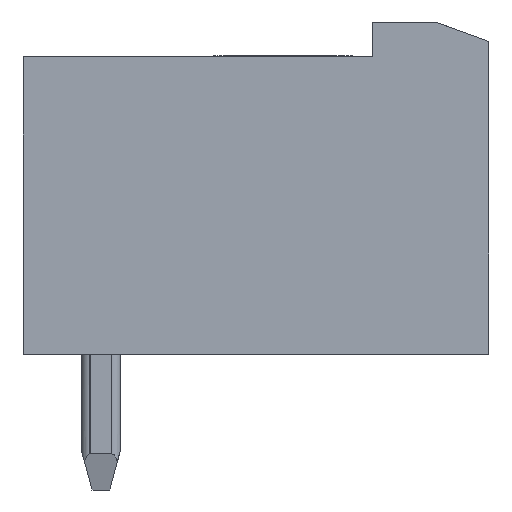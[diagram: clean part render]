
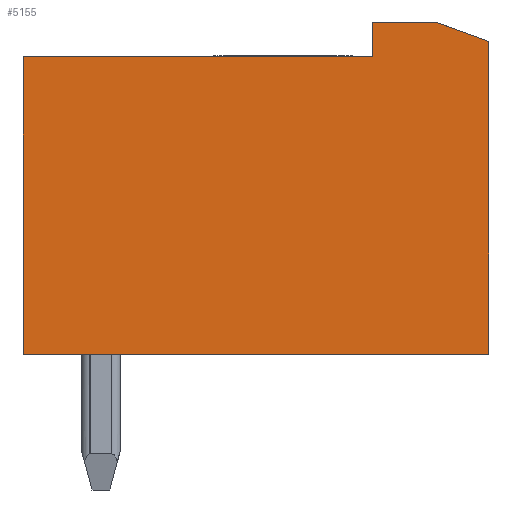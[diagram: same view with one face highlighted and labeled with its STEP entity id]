
A CAD part, left-side view. The second image highlights one B-rep face of the part: STEP entity #5155.
In plain terms, the highlighted planar face has unit normal (-1, 0, 0).
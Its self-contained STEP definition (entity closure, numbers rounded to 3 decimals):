
#5155=ADVANCED_FACE('',(#9609),#9610,.F.);
#9609=FACE_OUTER_BOUND('',#33920,.T.);
#9610=PLANE('',#33921);
#33920=EDGE_LOOP('',(#40880,#40881,#40882,#40883,#40884,#40885,#40886));
#33921=AXIS2_PLACEMENT_3D('',#40887,#40888,#40889);
#40880=ORIENTED_EDGE('',*,*,#45131,.T.);
#40881=ORIENTED_EDGE('',*,*,#45000,.T.);
#40882=ORIENTED_EDGE('',*,*,#44989,.T.);
#40883=ORIENTED_EDGE('',*,*,#44959,.T.);
#40884=ORIENTED_EDGE('',*,*,#45118,.F.);
#40885=ORIENTED_EDGE('',*,*,#45129,.F.);
#40886=ORIENTED_EDGE('',*,*,#44984,.F.);
#40887=CARTESIAN_POINT('',(0.,9.299,0.436));
#40888=DIRECTION('',(1.0,0.,0.));
#40889=DIRECTION('',(0.,0.,1.0));
#44959=EDGE_CURVE('',#47860,#47862,#47864,.T.);
#44984=EDGE_CURVE('',#47899,#47901,#47902,.F.);
#44989=EDGE_CURVE('',#47907,#47860,#47909,.T.);
#45000=EDGE_CURVE('',#47926,#47907,#47927,.T.);
#45118=EDGE_CURVE('',#48097,#47862,#48099,.F.);
#45129=EDGE_CURVE('',#47901,#48097,#48114,.F.);
#45131=EDGE_CURVE('',#47899,#47926,#48116,.F.);
#47860=VERTEX_POINT('',#52090);
#47862=VERTEX_POINT('',#52093);
#47864=LINE('',#52096,#52097);
#47899=VERTEX_POINT('',#52149);
#47901=VERTEX_POINT('',#52152);
#47902=LINE('',#52153,#52154);
#47907=VERTEX_POINT('',#52161);
#47909=LINE('',#52164,#52165);
#47926=VERTEX_POINT('',#52190);
#47927=LINE('',#52191,#52192);
#48097=VERTEX_POINT('',#52436);
#48099=LINE('',#52439,#52440);
#48114=LINE('',#52461,#52462);
#48116=LINE('',#52464,#52465);
#52090=CARTESIAN_POINT('',(0.,3.0,8.57));
#52093=CARTESIAN_POINT('',(0.,3.0,7.67));
#52096=CARTESIAN_POINT('',(0.,3.0,4.503));
#52097=VECTOR('',#55792,1.0);
#52149=CARTESIAN_POINT('',(0.,0.,0.));
#52152=CARTESIAN_POINT('',(0.,12.0,0.));
#52153=CARTESIAN_POINT('',(0.,8.4,0.));
#52154=VECTOR('',#55817,1.0);
#52161=CARTESIAN_POINT('',(0.,1.374,8.57));
#52164=CARTESIAN_POINT('',(0.,6.15,8.57));
#52165=VECTOR('',#55821,1.0);
#52190=CARTESIAN_POINT('',(0.,0.,8.07));
#52191=CARTESIAN_POINT('',(0.,2.879,9.118));
#52192=VECTOR('',#55830,1.0);
#52436=CARTESIAN_POINT('',(0.,12.0,7.67));
#52439=CARTESIAN_POINT('',(0.,8.9,7.67));
#52440=VECTOR('',#55949,1.0);
#52461=CARTESIAN_POINT('',(0.,12.0,4.053));
#52462=VECTOR('',#55956,1.0);
#52464=CARTESIAN_POINT('',(0.,0.0,0.441));
#52465=VECTOR('',#55957,1.0);
#55792=DIRECTION('',(0.,0.,-1.0));
#55817=DIRECTION('',(0.,-1.0,0.0));
#55821=DIRECTION('',(0.,1.0,0.0));
#55830=DIRECTION('',(0.,0.94,0.342));
#55949=DIRECTION('',(0.,1.0,0.0));
#55956=DIRECTION('',(0.,0.,-1.0));
#55957=DIRECTION('',(0.,0.,-1.0));
